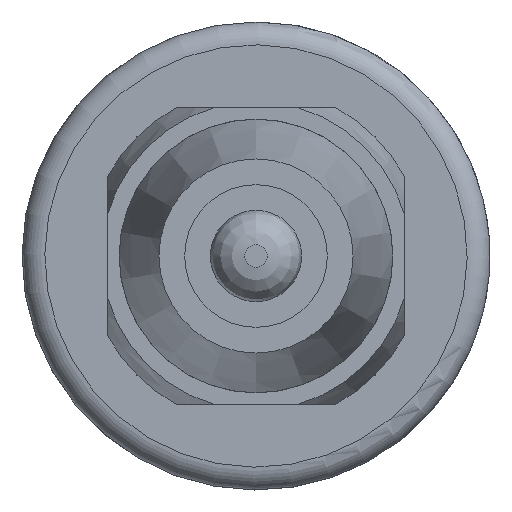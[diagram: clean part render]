
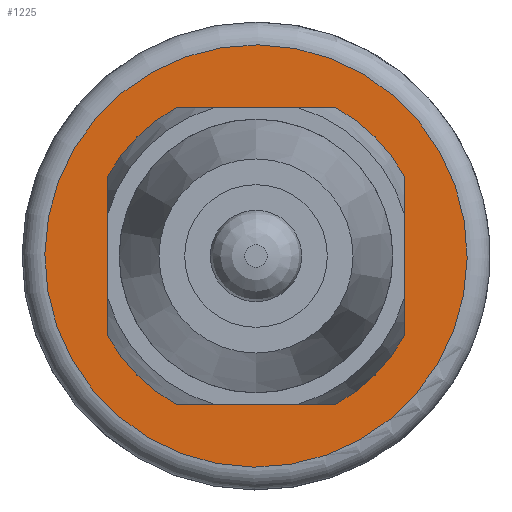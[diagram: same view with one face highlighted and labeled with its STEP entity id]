
A CAD part, left-side view. The second image highlights one B-rep face of the part: STEP entity #1225.
In plain terms, the highlighted planar face has unit normal (-1, 0, 0).
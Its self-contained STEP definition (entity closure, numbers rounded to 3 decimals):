
#28=FACE_BOUND('',#199,.T.);
#42=PLANE('',#1374);
#117=FACE_OUTER_BOUND('',#198,.T.);
#198=EDGE_LOOP('',(#951));
#199=EDGE_LOOP('',(#952));
#476=CIRCLE('',#1372,3.7);
#478=CIRCLE('',#1375,2.6);
#579=VERTEX_POINT('',#2044);
#580=VERTEX_POINT('',#2048);
#718=EDGE_CURVE('',#579,#579,#476,.T.);
#720=EDGE_CURVE('',#580,#580,#478,.T.);
#951=ORIENTED_EDGE('',*,*,#718,.T.);
#952=ORIENTED_EDGE('',*,*,#720,.F.);
#1225=ADVANCED_FACE('',(#117,#28),#42,.T.);
#1372=AXIS2_PLACEMENT_3D('',#2045,#1643,#1644);
#1374=AXIS2_PLACEMENT_3D('',#2047,#1647,#1648);
#1375=AXIS2_PLACEMENT_3D('',#2049,#1649,#1650);
#1643=DIRECTION('center_axis',(-1.,0.,0.));
#1644=DIRECTION('ref_axis',(0.,0.01,-1.));
#1647=DIRECTION('center_axis',(-1.,0.,0.));
#1648=DIRECTION('ref_axis',(0.,0.,-1.));
#1649=DIRECTION('center_axis',(-1.,0.,0.));
#1650=DIRECTION('ref_axis',(0.,0.,1.));
#2044=CARTESIAN_POINT('',(0.,0.039,-3.7));
#2045=CARTESIAN_POINT('Origin',(0.,0.,0.));
#2047=CARTESIAN_POINT('Origin',(0.,0.,0.));
#2048=CARTESIAN_POINT('',(0.,0.,2.6));
#2049=CARTESIAN_POINT('Origin',(0.,0.,0.));
